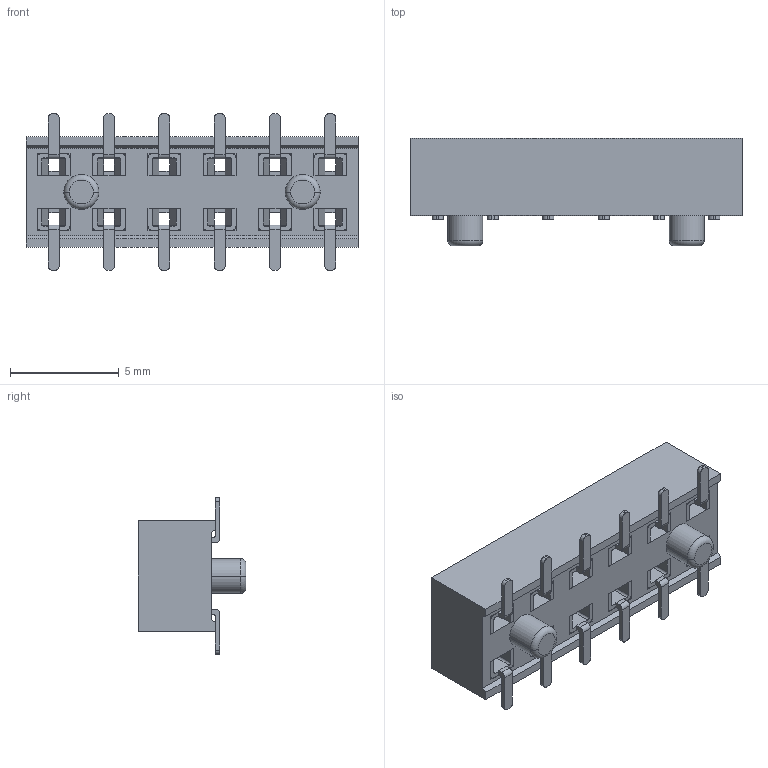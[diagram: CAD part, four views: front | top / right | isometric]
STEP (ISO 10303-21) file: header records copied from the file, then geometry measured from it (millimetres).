
FILE_DESCRIPTION((''),'2;1');
FILE_NAME('M20-7810645_ASM','2016-08-09T',('mperren'),(''),'CREO PARAMETRIC BY PTC INC, 2016050','CREO PARAMETRIC BY PTC INC, 2016050','');
FILE_SCHEMA(('CONFIG_CONTROL_DESIGN'));
Length unit declared in the file: millimetre
Products named in the file (3): M20-78106_MOULD; M20-781_CONTACT; M20-7810645_ASM
Assembly tree (13 placements, depth 2):
  M20-7810645_ASM
    M20-78106_MOULD
    M20-781_CONTACT  x12
Bounding box: 15.24 x 4.95 x 7.2 mm (x, y, z)
Volume: 227 mm3; surface area: 670.1 mm2
Topology: 13 solids, 13 shells, 704 faces, 1904 edges, 1240 vertices
Faces by surface type: plane 528, cylinder 172, torus 4
Entity records: 8306 total; most frequent: CARTESIAN_POINT 1136, ORIENTED_EDGE 1102, DIRECTION 1067, PRESENTATION_STYLE_ASSIGNMENT 553, STYLED_ITEM 553, CURVE_STYLE 551, EDGE_CURVE 551, VECTOR 507
